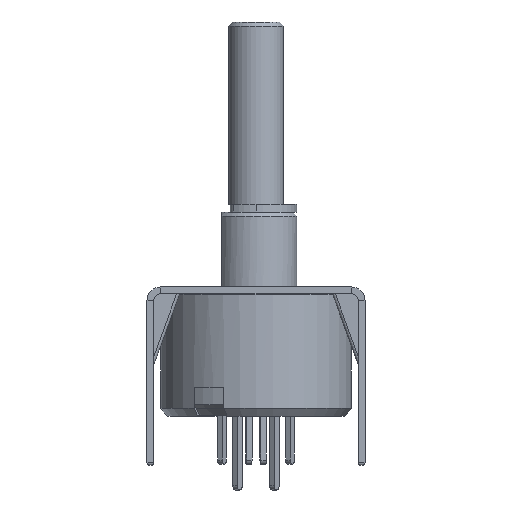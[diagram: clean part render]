
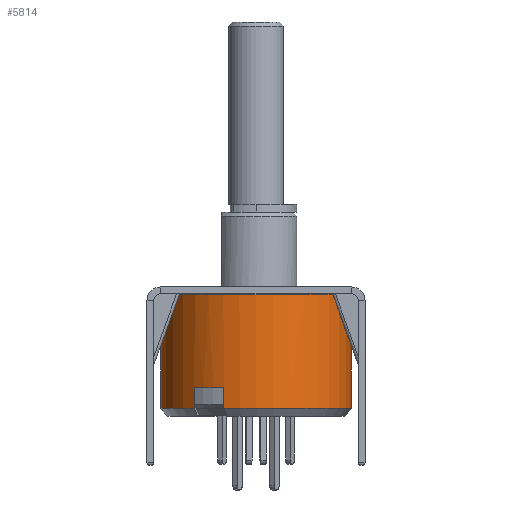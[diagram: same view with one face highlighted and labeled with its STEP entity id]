
A CAD part, front view. The second image highlights one B-rep face of the part: STEP entity #5814.
In plain terms, the highlighted cylindrical face has radius 7 mm (diameter 14 mm), a partial arc.
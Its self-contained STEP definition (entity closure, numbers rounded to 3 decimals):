
#238 = VERTEX_POINT ( 'NONE', #8075 ) ;
#260 = DIRECTION ( 'NONE',  ( 0., 0., -1. ) ) ;
#298 = DIRECTION ( 'NONE',  ( 1., 0., 0. ) ) ;
#419 = EDGE_LOOP ( 'NONE', ( #11712, #1794, #1393, #4306, #7797, #1081, #5925, #8443 ) ) ;
#442 = DIRECTION ( 'NONE',  ( 0., 0., -1. ) ) ;
#449 = LINE ( 'NONE', #4357, #11135 ) ;
#1081 = ORIENTED_EDGE ( 'NONE', *, *, #11881, .T. ) ;
#1107 = LINE ( 'NONE', #1726, #4153 ) ;
#1393 = ORIENTED_EDGE ( 'NONE', *, *, #5215, .T. ) ;
#1625 = AXIS2_PLACEMENT_3D ( 'NONE', #7357, #8450, #10240 ) ;
#1726 = CARTESIAN_POINT ( 'NONE',  ( -7., 0., 9. ) ) ;
#1794 = ORIENTED_EDGE ( 'NONE', *, *, #1897, .T. ) ;
#1897 = EDGE_CURVE ( 'NONE', #3358, #7561, #9693, .T. ) ;
#1899 = AXIS2_PLACEMENT_3D ( 'NONE', #11533, #6021, #9696 ) ;
#2159 = AXIS2_PLACEMENT_3D ( 'NONE', #11379, #260, #298 ) ;
#2503 = CARTESIAN_POINT ( 'NONE',  ( -7., 0., 0.95 ) ) ;
#2845 = DIRECTION ( 'NONE',  ( 0., 0., 1. ) ) ;
#3358 = VERTEX_POINT ( 'NONE', #10219 ) ;
#3622 = VERTEX_POINT ( 'NONE', #6424 ) ;
#3904 = CARTESIAN_POINT ( 'NONE',  ( 7., 0., 9. ) ) ;
#4130 = DIRECTION ( 'NONE',  ( 1., 0., 0. ) ) ;
#4153 = VECTOR ( 'NONE', #7155, 1000. ) ;
#4306 = ORIENTED_EDGE ( 'NONE', *, *, #7989, .F. ) ;
#4357 = CARTESIAN_POINT ( 'NONE',  ( -2.361, -6.59, 9. ) ) ;
#4816 = VERTEX_POINT ( 'NONE', #11571 ) ;
#4901 = DIRECTION ( 'NONE',  ( 0., 0., -1. ) ) ;
#5157 = DIRECTION ( 'NONE',  ( 0., 0., -1. ) ) ;
#5164 = EDGE_CURVE ( 'NONE', #3358, #238, #5287, .T. ) ;
#5215 = EDGE_CURVE ( 'NONE', #7561, #7591, #1107, .T. ) ;
#5287 = LINE ( 'NONE', #3904, #11482 ) ;
#5559 = CIRCLE ( 'NONE', #2159, 7. ) ;
#5814 = ADVANCED_FACE ( 'NONE', ( #11210 ), #8022, .T. ) ;
#5925 = ORIENTED_EDGE ( 'NONE', *, *, #11643, .T. ) ;
#6021 = DIRECTION ( 'NONE',  ( 0., 0., -1. ) ) ;
#6198 = CIRCLE ( 'NONE', #1625, 7. ) ;
#6424 = CARTESIAN_POINT ( 'NONE',  ( -4.526, -5.34, -7.4 ) ) ;
#6730 = CARTESIAN_POINT ( 'NONE',  ( 0., 0., 0.95 ) ) ;
#7155 = DIRECTION ( 'NONE',  ( 0., 0., -1. ) ) ;
#7185 = DIRECTION ( 'NONE',  ( 0., 0., -1. ) ) ;
#7199 = LINE ( 'NONE', #10321, #10123 ) ;
#7357 = CARTESIAN_POINT ( 'NONE',  ( 0., 0., -5.9 ) ) ;
#7470 = VERTEX_POINT ( 'NONE', #10625 ) ;
#7561 = VERTEX_POINT ( 'NONE', #2503 ) ;
#7591 = VERTEX_POINT ( 'NONE', #8932 ) ;
#7684 = CIRCLE ( 'NONE', #9654, 7. ) ;
#7785 = CARTESIAN_POINT ( 'NONE',  ( -2.361, -6.59, -7.4 ) ) ;
#7797 = ORIENTED_EDGE ( 'NONE', *, *, #11930, .T. ) ;
#7989 = EDGE_CURVE ( 'NONE', #3622, #7591, #5559, .T. ) ;
#8022 = CYLINDRICAL_SURFACE ( 'NONE', #1899, 7. ) ;
#8075 = CARTESIAN_POINT ( 'NONE',  ( 7., 0., -7.4 ) ) ;
#8076 = VERTEX_POINT ( 'NONE', #7785 ) ;
#8443 = ORIENTED_EDGE ( 'NONE', *, *, #9383, .F. ) ;
#8450 = DIRECTION ( 'NONE',  ( 0., 0., 1. ) ) ;
#8932 = CARTESIAN_POINT ( 'NONE',  ( -7., 0., -7.4 ) ) ;
#9383 = EDGE_CURVE ( 'NONE', #238, #8076, #7684, .T. ) ;
#9403 = DIRECTION ( 'NONE',  ( -1., 0., 0. ) ) ;
#9654 = AXIS2_PLACEMENT_3D ( 'NONE', #10566, #442, #4130 ) ;
#9693 = CIRCLE ( 'NONE', #9973, 7. ) ;
#9696 = DIRECTION ( 'NONE',  ( -1., 0., 0. ) ) ;
#9973 = AXIS2_PLACEMENT_3D ( 'NONE', #6730, #4901, #9403 ) ;
#10123 = VECTOR ( 'NONE', #2845, 1000. ) ;
#10219 = CARTESIAN_POINT ( 'NONE',  ( 7., 0., 0.95 ) ) ;
#10240 = DIRECTION ( 'NONE',  ( -1., 0., 0. ) ) ;
#10321 = CARTESIAN_POINT ( 'NONE',  ( -4.526, -5.34, 9. ) ) ;
#10566 = CARTESIAN_POINT ( 'NONE',  ( 0., 0., -7.4 ) ) ;
#10625 = CARTESIAN_POINT ( 'NONE',  ( -4.526, -5.34, -5.9 ) ) ;
#11135 = VECTOR ( 'NONE', #5157, 1000. ) ;
#11210 = FACE_OUTER_BOUND ( 'NONE', #419, .T. ) ;
#11379 = CARTESIAN_POINT ( 'NONE',  ( 0., 0., -7.4 ) ) ;
#11482 = VECTOR ( 'NONE', #7185, 1000. ) ;
#11533 = CARTESIAN_POINT ( 'NONE',  ( 0., 0., 9. ) ) ;
#11571 = CARTESIAN_POINT ( 'NONE',  ( -2.361, -6.59, -5.9 ) ) ;
#11643 = EDGE_CURVE ( 'NONE', #4816, #8076, #449, .T. ) ;
#11712 = ORIENTED_EDGE ( 'NONE', *, *, #5164, .F. ) ;
#11881 = EDGE_CURVE ( 'NONE', #7470, #4816, #6198, .T. ) ;
#11930 = EDGE_CURVE ( 'NONE', #3622, #7470, #7199, .T. ) ;
